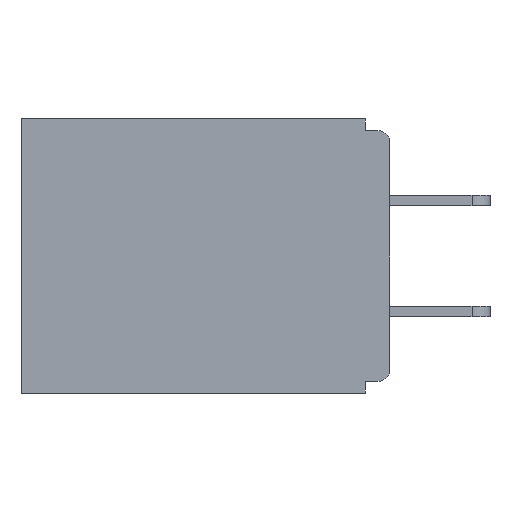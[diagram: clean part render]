
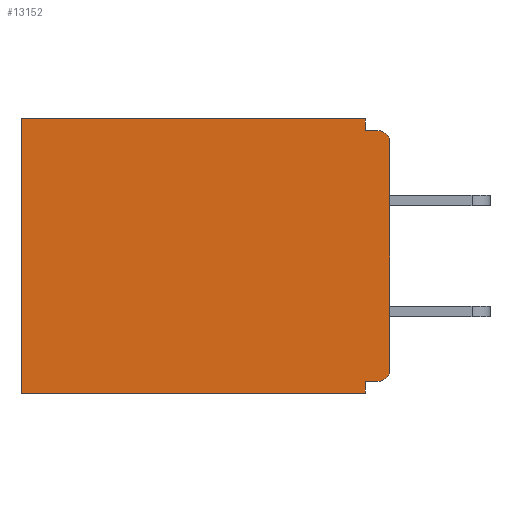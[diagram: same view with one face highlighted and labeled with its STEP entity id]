
A CAD part, left-side view. The second image highlights one B-rep face of the part: STEP entity #13152.
In plain terms, the highlighted planar face has unit normal (-1, 0, 0).
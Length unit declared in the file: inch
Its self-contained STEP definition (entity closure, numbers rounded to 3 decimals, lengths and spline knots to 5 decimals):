
#92 = LINE ( 'NONE', #12310, #11196 ) ;
#107 = EDGE_CURVE ( 'NONE', #7146, #3898, #21063, .T. ) ;
#949 = DIRECTION ( 'NONE',  ( 0., 0., -1. ) ) ;
#1101 = DIRECTION ( 'NONE',  ( -1., 0., 0. ) ) ;
#1191 = DIRECTION ( 'NONE',  ( -1., 0., 0. ) ) ;
#1204 = VERTEX_POINT ( 'NONE', #4834 ) ;
#1213 = DIRECTION ( 'NONE',  ( 0., 0., -1. ) ) ;
#2252 = VECTOR ( 'NONE', #3760, 39.37008 ) ;
#2676 = EDGE_CURVE ( 'NONE', #21051, #3898, #16159, .T. ) ;
#2752 = CARTESIAN_POINT ( 'NONE',  ( 0.298, 0.46, 0. ) ) ;
#2806 = AXIS2_PLACEMENT_3D ( 'NONE', #9995, #1191, #20730 ) ;
#2821 = ORIENTED_EDGE ( 'NONE', *, *, #18244, .F. ) ;
#2833 = EDGE_CURVE ( 'NONE', #22210, #21403, #13368, .T. ) ;
#3220 = EDGE_CURVE ( 'NONE', #5549, #21051, #8076, .T. ) ;
#3760 = DIRECTION ( 'NONE',  ( 0., 0., -1. ) ) ;
#3898 = VERTEX_POINT ( 'NONE', #20034 ) ;
#4437 = LINE ( 'NONE', #16393, #20815 ) ;
#4734 = VECTOR ( 'NONE', #19219, 39.37008 ) ;
#4834 = CARTESIAN_POINT ( 'NONE',  ( 0.298, 0., -0.313 ) ) ;
#5040 = DIRECTION ( 'NONE',  ( 0., 1., 0. ) ) ;
#5137 = CIRCLE ( 'NONE', #12281, 0.015 ) ;
#5170 = ORIENTED_EDGE ( 'NONE', *, *, #2833, .T. ) ;
#5342 = CARTESIAN_POINT ( 'NONE',  ( 0.298, 0.031, -0.328 ) ) ;
#5549 = VERTEX_POINT ( 'NONE', #8124 ) ;
#6036 = EDGE_CURVE ( 'NONE', #22439, #1204, #5137, .T. ) ;
#6097 = VERTEX_POINT ( 'NONE', #22491 ) ;
#7146 = VERTEX_POINT ( 'NONE', #11738 ) ;
#7785 = LINE ( 'NONE', #10790, #2252 ) ;
#7971 = LINE ( 'NONE', #17294, #22945 ) ;
#8076 = LINE ( 'NONE', #15837, #4734 ) ;
#8124 = CARTESIAN_POINT ( 'NONE',  ( 0.298, 0.031, 0. ) ) ;
#8235 = LINE ( 'NONE', #22820, #18502 ) ;
#8251 = PLANE ( 'NONE',  #19524 ) ;
#8677 = DIRECTION ( 'NONE',  ( 0., 1., 0. ) ) ;
#9073 = ORIENTED_EDGE ( 'NONE', *, *, #3220, .F. ) ;
#9682 = CARTESIAN_POINT ( 'NONE',  ( 0.298, 0.015, -0.313 ) ) ;
#9995 = CARTESIAN_POINT ( 'NONE',  ( 0.298, 0.015, -0.03 ) ) ;
#10023 = CARTESIAN_POINT ( 'NONE',  ( 0.298, 0., 0. ) ) ;
#10677 = DIRECTION ( 'NONE',  ( 0., 1., 0. ) ) ;
#10790 = CARTESIAN_POINT ( 'NONE',  ( 0.298, 0.031, -0.343 ) ) ;
#11196 = VECTOR ( 'NONE', #5040, 39.37008 ) ;
#11738 = CARTESIAN_POINT ( 'NONE',  ( 0.298, 0., -0.03 ) ) ;
#11815 = DIRECTION ( 'NONE',  ( 1., 0., 0. ) ) ;
#11964 = ORIENTED_EDGE ( 'NONE', *, *, #107, .T. ) ;
#12258 = ORIENTED_EDGE ( 'NONE', *, *, #18342, .F. ) ;
#12281 = AXIS2_PLACEMENT_3D ( 'NONE', #9682, #1101, #949 ) ;
#12296 = CARTESIAN_POINT ( 'NONE',  ( 0.298, 0.46, -0.343 ) ) ;
#12310 = CARTESIAN_POINT ( 'NONE',  ( 0.298, 0., 0. ) ) ;
#12626 = EDGE_CURVE ( 'NONE', #22439, #20093, #8235, .T. ) ;
#12735 = EDGE_CURVE ( 'NONE', #6097, #21403, #7971, .T. ) ;
#12899 = ORIENTED_EDGE ( 'NONE', *, *, #12626, .F. ) ;
#13152 = ADVANCED_FACE ( 'NONE', ( #13789 ), #8251, .F. ) ;
#13368 = LINE ( 'NONE', #18315, #13656 ) ;
#13656 = VECTOR ( 'NONE', #22337, 39.37008 ) ;
#13789 = FACE_OUTER_BOUND ( 'NONE', #15769, .T. ) ;
#14758 = CARTESIAN_POINT ( 'NONE',  ( 0.298, 0., -0.015 ) ) ;
#14988 = CARTESIAN_POINT ( 'NONE',  ( 0.298, 0.031, -0.015 ) ) ;
#15572 = EDGE_CURVE ( 'NONE', #5549, #22210, #92, .T. ) ;
#15769 = EDGE_LOOP ( 'NONE', ( #11964, #22028, #9073, #16062, #5170, #19427, #2821, #12899, #22280, #12258 ) ) ;
#15837 = CARTESIAN_POINT ( 'NONE',  ( 0.298, 0.031, -0.343 ) ) ;
#16062 = ORIENTED_EDGE ( 'NONE', *, *, #15572, .T. ) ;
#16159 = LINE ( 'NONE', #14758, #17820 ) ;
#16393 = CARTESIAN_POINT ( 'NONE',  ( 0.298, 0., 0. ) ) ;
#16565 = CARTESIAN_POINT ( 'NONE',  ( 0.298, 0.015, -0.328 ) ) ;
#16920 = DIRECTION ( 'NONE',  ( 0., -1., 0. ) ) ;
#17294 = CARTESIAN_POINT ( 'NONE',  ( 0.298, 0., -0.343 ) ) ;
#17820 = VECTOR ( 'NONE', #16920, 39.37008 ) ;
#18244 = EDGE_CURVE ( 'NONE', #20093, #6097, #7785, .T. ) ;
#18315 = CARTESIAN_POINT ( 'NONE',  ( 0.298, 0.46, 0. ) ) ;
#18342 = EDGE_CURVE ( 'NONE', #7146, #1204, #4437, .T. ) ;
#18502 = VECTOR ( 'NONE', #8677, 39.37008 ) ;
#19219 = DIRECTION ( 'NONE',  ( 0., 0., -1. ) ) ;
#19427 = ORIENTED_EDGE ( 'NONE', *, *, #12735, .F. ) ;
#19524 = AXIS2_PLACEMENT_3D ( 'NONE', #10023, #11815, #1213 ) ;
#20034 = CARTESIAN_POINT ( 'NONE',  ( 0.298, 0.015, -0.015 ) ) ;
#20093 = VERTEX_POINT ( 'NONE', #5342 ) ;
#20118 = DIRECTION ( 'NONE',  ( 0., 0., -1. ) ) ;
#20730 = DIRECTION ( 'NONE',  ( 0., 0., -1. ) ) ;
#20815 = VECTOR ( 'NONE', #20118, 39.37008 ) ;
#21051 = VERTEX_POINT ( 'NONE', #14988 ) ;
#21063 = CIRCLE ( 'NONE', #2806, 0.015 ) ;
#21403 = VERTEX_POINT ( 'NONE', #12296 ) ;
#22028 = ORIENTED_EDGE ( 'NONE', *, *, #2676, .F. ) ;
#22210 = VERTEX_POINT ( 'NONE', #2752 ) ;
#22280 = ORIENTED_EDGE ( 'NONE', *, *, #6036, .T. ) ;
#22337 = DIRECTION ( 'NONE',  ( 0., 0., -1. ) ) ;
#22439 = VERTEX_POINT ( 'NONE', #16565 ) ;
#22491 = CARTESIAN_POINT ( 'NONE',  ( 0.298, 0.031, -0.343 ) ) ;
#22820 = CARTESIAN_POINT ( 'NONE',  ( 0.298, 0., -0.328 ) ) ;
#22945 = VECTOR ( 'NONE', #10677, 39.37008 ) ;
